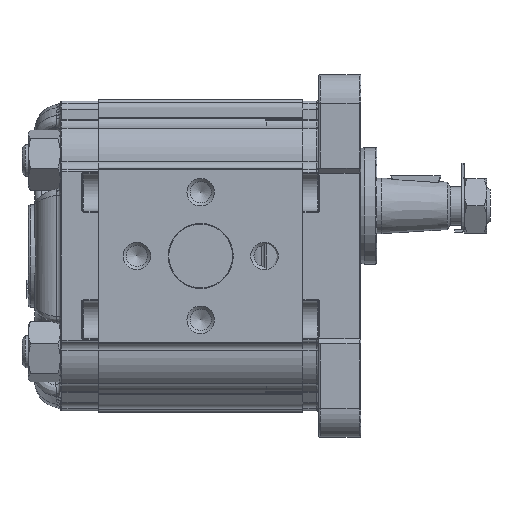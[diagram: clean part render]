
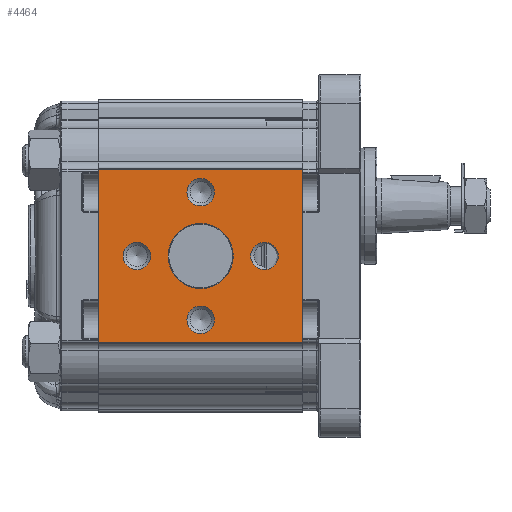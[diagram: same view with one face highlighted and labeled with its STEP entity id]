
A CAD part, left-side view. The second image highlights one B-rep face of the part: STEP entity #4464.
In plain terms, the highlighted planar face has unit normal (-1, 0, 0).
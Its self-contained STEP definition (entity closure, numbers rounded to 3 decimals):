
#4464 = ADVANCED_FACE( '', ( #9772, #9773, #9774, #9775, #9776, #9777 ), #9778, .T. );
#9772 = FACE_BOUND( '', #17725, .T. );
#9773 = FACE_BOUND( '', #17726, .T. );
#9774 = FACE_BOUND( '', #17727, .T. );
#9775 = FACE_BOUND( '', #17728, .T. );
#9776 = FACE_BOUND( '', #17729, .T. );
#9777 = FACE_OUTER_BOUND( '', #17730, .T. );
#9778 = PLANE( '', #17731 );
#17725 = EDGE_LOOP( '', ( #32451 ) );
#17726 = EDGE_LOOP( '', ( #32452 ) );
#17727 = EDGE_LOOP( '', ( #32453 ) );
#17728 = EDGE_LOOP( '', ( #32454 ) );
#17729 = EDGE_LOOP( '', ( #32455 ) );
#17730 = EDGE_LOOP( '', ( #32456, #32457, #32458, #32459 ) );
#17731 = AXIS2_PLACEMENT_3D( '', #32460, #32461, #32462 );
#32451 = ORIENTED_EDGE( '', *, *, #43459, .T. );
#32452 = ORIENTED_EDGE( '', *, *, #38532, .T. );
#32453 = ORIENTED_EDGE( '', *, *, #43090, .T. );
#32454 = ORIENTED_EDGE( '', *, *, #43797, .T. );
#32455 = ORIENTED_EDGE( '', *, *, #42309, .T. );
#32456 = ORIENTED_EDGE( '', *, *, #38295, .F. );
#32457 = ORIENTED_EDGE( '', *, *, #43798, .F. );
#32458 = ORIENTED_EDGE( '', *, *, #43033, .T. );
#32459 = ORIENTED_EDGE( '', *, *, #43409, .T. );
#32460 = CARTESIAN_POINT( '', ( -43., 64., 27.048 ) );
#32461 = DIRECTION( '', ( -1., 0., 0. ) );
#32462 = DIRECTION( '', ( 0., 0., 1. ) );
#38295 = EDGE_CURVE( '', #45102, #45104, #45105, .T. );
#38532 = EDGE_CURVE( '', #45531, #45531, #45532, .F. );
#42309 = EDGE_CURVE( '', #51590, #51590, #51591, .F. );
#43033 = EDGE_CURVE( '', #52541, #52539, #52542, .T. );
#43090 = EDGE_CURVE( '', #52609, #52609, #52610, .F. );
#43409 = EDGE_CURVE( '', #52539, #45104, #52998, .T. );
#43459 = EDGE_CURVE( '', #53059, #53059, #53060, .F. );
#43797 = EDGE_CURVE( '', #53480, #53480, #53481, .F. );
#43798 = EDGE_CURVE( '', #52541, #45102, #53482, .T. );
#45102 = VERTEX_POINT( '', #54909 );
#45104 = VERTEX_POINT( '', #54911 );
#45105 = LINE( '', #54912, #54913 );
#45531 = VERTEX_POINT( '', #55749 );
#45532 = CIRCLE( '', #55750, 4.324 );
#51590 = VERTEX_POINT( '', #67892 );
#51591 = CIRCLE( '', #67893, 10.2 );
#52539 = VERTEX_POINT( '', #69641 );
#52541 = VERTEX_POINT( '', #69643 );
#52542 = LINE( '', #69644, #69645 );
#52609 = VERTEX_POINT( '', #69730 );
#52610 = CIRCLE( '', #69731, 4.324 );
#52998 = LINE( '', #70576, #70577 );
#53059 = VERTEX_POINT( '', #70694 );
#53060 = CIRCLE( '', #70695, 4.324 );
#53480 = VERTEX_POINT( '', #71667 );
#53481 = CIRCLE( '', #71668, 4.324 );
#53482 = LINE( '', #71669, #71670 );
#54909 = CARTESIAN_POINT( '', ( -43., 0., 27.048 ) );
#54911 = CARTESIAN_POINT( '', ( -43., 0., -27.048 ) );
#54912 = CARTESIAN_POINT( '', ( -43., 0., 27.048 ) );
#54913 = VECTOR( '', #74051, 1000. );
#55749 = CARTESIAN_POINT( '', ( -43., 52., 4.324 ) );
#55750 = AXIS2_PLACEMENT_3D( '', #74347, #74348, #74349 );
#67892 = CARTESIAN_POINT( '', ( -43., 32., 10.2 ) );
#67893 = AXIS2_PLACEMENT_3D( '', #78490, #78491, #78492 );
#69641 = CARTESIAN_POINT( '', ( -43., 64., -27.048 ) );
#69643 = CARTESIAN_POINT( '', ( -43., 64., 27.048 ) );
#69644 = CARTESIAN_POINT( '', ( -43., 64., 27.048 ) );
#69645 = VECTOR( '', #79267, 1000. );
#69730 = CARTESIAN_POINT( '', ( -43., 32., -15.677 ) );
#69731 = AXIS2_PLACEMENT_3D( '', #79341, #79342, #79343 );
#70576 = CARTESIAN_POINT( '', ( -43., 64., -27.048 ) );
#70577 = VECTOR( '', #79657, 1000. );
#70694 = CARTESIAN_POINT( '', ( -43., 12., 4.324 ) );
#70695 = AXIS2_PLACEMENT_3D( '', #79701, #79702, #79703 );
#71667 = CARTESIAN_POINT( '', ( -43., 32., 24.324 ) );
#71668 = AXIS2_PLACEMENT_3D( '', #80111, #80112, #80113 );
#71669 = CARTESIAN_POINT( '', ( -43., 64., 27.048 ) );
#71670 = VECTOR( '', #80114, 1000. );
#74051 = DIRECTION( '', ( 0., 0., -1. ) );
#74347 = CARTESIAN_POINT( '', ( -43., 52., 0. ) );
#74348 = DIRECTION( '', ( -1., 0., 0. ) );
#74349 = DIRECTION( '', ( 0., 0., 1. ) );
#78490 = CARTESIAN_POINT( '', ( -43., 32., 0. ) );
#78491 = DIRECTION( '', ( -1., 0., 0. ) );
#78492 = DIRECTION( '', ( 0., 0., 1. ) );
#79267 = DIRECTION( '', ( 0., 0., -1. ) );
#79341 = CARTESIAN_POINT( '', ( -43., 32., -20. ) );
#79342 = DIRECTION( '', ( -1., 0., 0. ) );
#79343 = DIRECTION( '', ( 0., 0., 1. ) );
#79657 = DIRECTION( '', ( 0., -1., 0. ) );
#79701 = CARTESIAN_POINT( '', ( -43., 12., 0. ) );
#79702 = DIRECTION( '', ( -1., 0., 0. ) );
#79703 = DIRECTION( '', ( 0., 0., 1. ) );
#80111 = CARTESIAN_POINT( '', ( -43., 32., 20. ) );
#80112 = DIRECTION( '', ( -1., 0., 0. ) );
#80113 = DIRECTION( '', ( 0., 0., 1. ) );
#80114 = DIRECTION( '', ( 0., -1., 0. ) );
